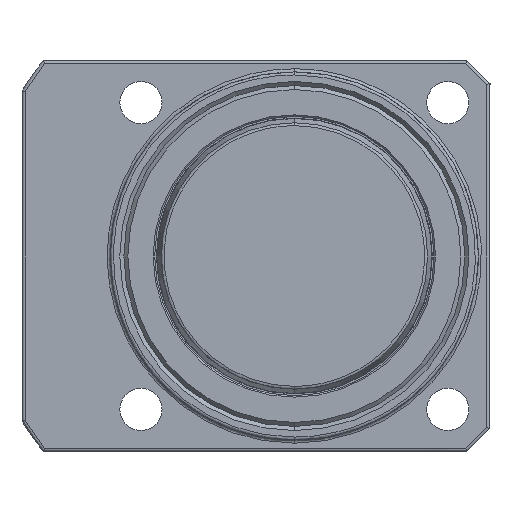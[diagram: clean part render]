
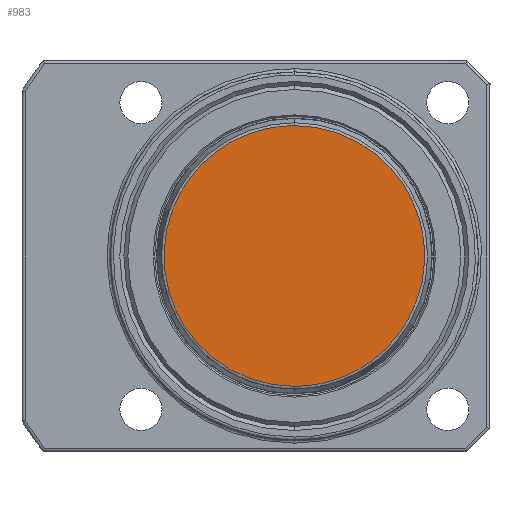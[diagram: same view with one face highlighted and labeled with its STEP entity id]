
A CAD part, front view. The second image highlights one B-rep face of the part: STEP entity #983.
In plain terms, the highlighted planar face has unit normal (0, -1, 0).
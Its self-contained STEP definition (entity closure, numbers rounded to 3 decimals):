
#743 = ORIENTED_EDGE ( 'NONE', *, *, #840, .F. ) ;
#774 = ORIENTED_EDGE ( 'NONE', *, *, #810, .F. ) ;
#810 = EDGE_CURVE ( 'NONE', #952, #955, #1115, .T. ) ;
#840 = EDGE_CURVE ( 'NONE', #955, #952, #1110, .T. ) ;
#952 = VERTEX_POINT ( 'NONE', #1427 ) ;
#955 = VERTEX_POINT ( 'NONE', #1423 ) ;
#983 = ADVANCED_FACE ( 'N', ( #2765 ), #1300, .F. ) ;
#1110 =( BOUNDED_CURVE ( )  B_SPLINE_CURVE ( 3, ( #3204, #3225, #3198, #3197 ),
 .UNSPECIFIED., .F., .F. ) 
 B_SPLINE_CURVE_WITH_KNOTS ( ( 4, 4 ),
 ( 0., 1. ),
 .UNSPECIFIED. ) 
 CURVE ( )  GEOMETRIC_REPRESENTATION_ITEM ( )  RATIONAL_B_SPLINE_CURVE ( ( 1., 0.333, 0.333, 1. ) ) 
 REPRESENTATION_ITEM ( '' )  );
#1115 =( BOUNDED_CURVE ( )  B_SPLINE_CURVE ( 3, ( #3264, #3265, #3271, #3263 ),
 .UNSPECIFIED., .F., .F. ) 
 B_SPLINE_CURVE_WITH_KNOTS ( ( 4, 4 ),
 ( 0., 1. ),
 .UNSPECIFIED. ) 
 CURVE ( )  GEOMETRIC_REPRESENTATION_ITEM ( )  RATIONAL_B_SPLINE_CURVE ( ( 1., 0.333, 0.333, 1. ) ) 
 REPRESENTATION_ITEM ( '' )  );
#1248 = AXIS2_PLACEMENT_3D ( 'NONE', #1302, #1297, #1296 ) ;
#1296 = DIRECTION ( 'NONE',  ( 0., 0., 1. ) ) ;
#1297 = DIRECTION ( 'NONE',  ( 0., 1., 0. ) ) ;
#1300 = PLANE ( 'NONE',  #1248 ) ;
#1302 = CARTESIAN_POINT ( 'NONE',  ( 17.272, -2., 0. ) ) ;
#1423 = CARTESIAN_POINT ( 'NONE',  ( 0., -2., 16.992 ) ) ;
#1427 = CARTESIAN_POINT ( 'NONE',  ( 0., -2., -16.992 ) ) ;
#2078 = EDGE_LOOP ( 'NONE', ( #743, #774 ) ) ;
#2765 = FACE_OUTER_BOUND ( 'NONE', #2078, .T. ) ;
#3197 = CARTESIAN_POINT ( 'NONE',  ( 0., -2., -16.992 ) ) ;
#3198 = CARTESIAN_POINT ( 'NONE',  ( 33.984, -2., -16.992 ) ) ;
#3204 = CARTESIAN_POINT ( 'NONE',  ( 0., -2., 16.992 ) ) ;
#3225 = CARTESIAN_POINT ( 'NONE',  ( 33.984, -2., 16.992 ) ) ;
#3263 = CARTESIAN_POINT ( 'NONE',  ( 0., -2., 16.992 ) ) ;
#3264 = CARTESIAN_POINT ( 'NONE',  ( 0., -2., -16.992 ) ) ;
#3265 = CARTESIAN_POINT ( 'NONE',  ( -33.984, -2., -16.992 ) ) ;
#3271 = CARTESIAN_POINT ( 'NONE',  ( -33.984, -2., 16.992 ) ) ;
